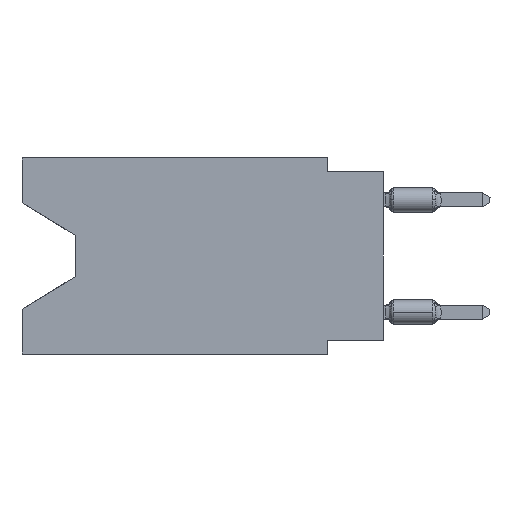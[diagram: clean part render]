
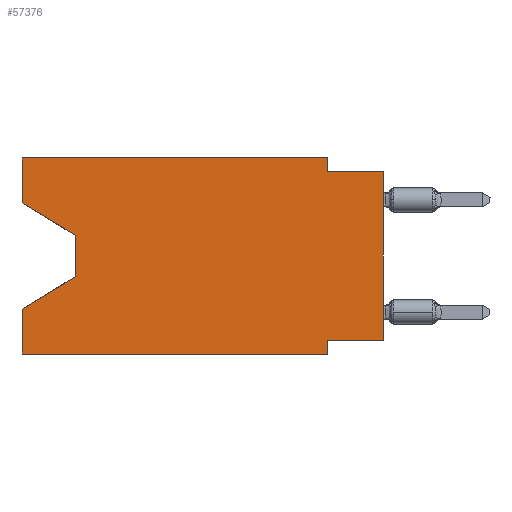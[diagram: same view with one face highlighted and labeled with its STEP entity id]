
A CAD part, left-side view. The second image highlights one B-rep face of the part: STEP entity #57376.
In plain terms, the highlighted planar face has unit normal (-1, 0, 0).
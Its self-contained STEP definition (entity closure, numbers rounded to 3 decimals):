
#419 = VECTOR ( 'NONE', #48891, 1000. ) ;
#610 = VECTOR ( 'NONE', #50798, 1000. ) ;
#2716 = VERTEX_POINT ( 'NONE', #6545 ) ;
#3954 = VECTOR ( 'NONE', #21907, 1000. ) ;
#4225 = VERTEX_POINT ( 'NONE', #5490 ) ;
#4416 = CARTESIAN_POINT ( 'NONE',  ( 0., 13.97, -5.385 ) ) ;
#5059 = LINE ( 'NONE', #50206, #610 ) ;
#5336 = EDGE_CURVE ( 'NONE', #44274, #2716, #48673, .T. ) ;
#5490 = CARTESIAN_POINT ( 'NONE',  ( 0., 16.383, -2.038 ) ) ;
#6218 = VECTOR ( 'NONE', #30680, 1000. ) ;
#6379 = CARTESIAN_POINT ( 'NONE',  ( 0., 13.97, -5.385 ) ) ;
#6545 = CARTESIAN_POINT ( 'NONE',  ( 0., 16.383, -6.852 ) ) ;
#7095 = CARTESIAN_POINT ( 'NONE',  ( 0., 16.383, -8.89 ) ) ;
#7852 = CARTESIAN_POINT ( 'NONE',  ( 0., 16.383, 0. ) ) ;
#8676 = CARTESIAN_POINT ( 'NONE',  ( 0., 0., -8.255 ) ) ;
#10069 = VERTEX_POINT ( 'NONE', #38871 ) ;
#10250 = ORIENTED_EDGE ( 'NONE', *, *, #29230, .F. ) ;
#10886 = EDGE_CURVE ( 'NONE', #32911, #46643, #29515, .T. ) ;
#11446 = EDGE_CURVE ( 'NONE', #32911, #2716, #15197, .T. ) ;
#12263 = DIRECTION ( 'NONE',  ( 0., 0., 1. ) ) ;
#12479 = CARTESIAN_POINT ( 'NONE',  ( 0., 16.383, -2.038 ) ) ;
#12908 = LINE ( 'NONE', #35031, #419 ) ;
#14351 = EDGE_LOOP ( 'NONE', ( #46277, #35131, #51798, #42757, #46973, #10250, #21944, #34013, #38089, #57246, #47453, #37829 ) ) ;
#14835 = VECTOR ( 'NONE', #35662, 1000. ) ;
#15197 = LINE ( 'NONE', #15783, #34289 ) ;
#15783 = CARTESIAN_POINT ( 'NONE',  ( 0., 16.383, 0. ) ) ;
#16085 = EDGE_CURVE ( 'NONE', #4225, #25923, #5059, .T. ) ;
#16657 = DIRECTION ( 'NONE',  ( 0., 0., -1. ) ) ;
#16861 = LINE ( 'NONE', #29546, #49909 ) ;
#17224 = EDGE_CURVE ( 'NONE', #24375, #30642, #21095, .T. ) ;
#17282 = PLANE ( 'NONE',  #19699 ) ;
#17672 = LINE ( 'NONE', #52798, #14835 ) ;
#18154 = LINE ( 'NONE', #40287, #27288 ) ;
#18203 = VECTOR ( 'NONE', #16657, 1000. ) ;
#18290 = CARTESIAN_POINT ( 'NONE',  ( 0., 2.54, 0. ) ) ;
#19188 = CARTESIAN_POINT ( 'NONE',  ( 0., 2.54, -8.255 ) ) ;
#19672 = CARTESIAN_POINT ( 'NONE',  ( 0., 13.97, -3.505 ) ) ;
#19699 = AXIS2_PLACEMENT_3D ( 'NONE', #7852, #53294, #25828 ) ;
#20734 = EDGE_CURVE ( 'NONE', #4225, #55230, #52907, .T. ) ;
#21095 = LINE ( 'NONE', #52691, #30838 ) ;
#21564 = DIRECTION ( 'NONE',  ( 0., -1., 0. ) ) ;
#21907 = DIRECTION ( 'NONE',  ( 0., -0.855, -0.519 ) ) ;
#21944 = ORIENTED_EDGE ( 'NONE', *, *, #37045, .F. ) ;
#23606 = CARTESIAN_POINT ( 'NONE',  ( 0., 2.54, -8.89 ) ) ;
#24375 = VERTEX_POINT ( 'NONE', #8676 ) ;
#25828 = DIRECTION ( 'NONE',  ( 0., 0., -1. ) ) ;
#25923 = VERTEX_POINT ( 'NONE', #29945 ) ;
#27288 = VECTOR ( 'NONE', #58321, 1000. ) ;
#27761 = EDGE_CURVE ( 'NONE', #55230, #44274, #52373, .T. ) ;
#27966 = CARTESIAN_POINT ( 'NONE',  ( 0., 16.383, -8.89 ) ) ;
#28436 = VERTEX_POINT ( 'NONE', #19188 ) ;
#29230 = EDGE_CURVE ( 'NONE', #28436, #46643, #12908, .T. ) ;
#29515 = LINE ( 'NONE', #7095, #6218 ) ;
#29546 = CARTESIAN_POINT ( 'NONE',  ( 0., 16.383, 0. ) ) ;
#29945 = CARTESIAN_POINT ( 'NONE',  ( 0., 16.383, 0. ) ) ;
#30225 = CARTESIAN_POINT ( 'NONE',  ( 0., 13.97, -3.505 ) ) ;
#30642 = VERTEX_POINT ( 'NONE', #50942 ) ;
#30680 = DIRECTION ( 'NONE',  ( 0., -1., 0. ) ) ;
#30838 = VECTOR ( 'NONE', #12263, 1000. ) ;
#31969 = VECTOR ( 'NONE', #54309, 1000. ) ;
#32911 = VERTEX_POINT ( 'NONE', #27966 ) ;
#33186 = DIRECTION ( 'NONE',  ( 0., 0., 1. ) ) ;
#34013 = ORIENTED_EDGE ( 'NONE', *, *, #17224, .T. ) ;
#34289 = VECTOR ( 'NONE', #33186, 1000. ) ;
#35031 = CARTESIAN_POINT ( 'NONE',  ( 0., 2.54, -8.89 ) ) ;
#35131 = ORIENTED_EDGE ( 'NONE', *, *, #27761, .T. ) ;
#35662 = DIRECTION ( 'NONE',  ( 0., -1., 0. ) ) ;
#36706 = EDGE_CURVE ( 'NONE', #41104, #10069, #45134, .T. ) ;
#37045 = EDGE_CURVE ( 'NONE', #24375, #28436, #18154, .T. ) ;
#37829 = ORIENTED_EDGE ( 'NONE', *, *, #16085, .F. ) ;
#38089 = ORIENTED_EDGE ( 'NONE', *, *, #52527, .F. ) ;
#38871 = CARTESIAN_POINT ( 'NONE',  ( 0., 2.54, -0.635 ) ) ;
#40287 = CARTESIAN_POINT ( 'NONE',  ( 0., 0., -8.255 ) ) ;
#41104 = VERTEX_POINT ( 'NONE', #48330 ) ;
#42757 = ORIENTED_EDGE ( 'NONE', *, *, #11446, .F. ) ;
#44274 = VERTEX_POINT ( 'NONE', #6379 ) ;
#45134 = LINE ( 'NONE', #18290, #31969 ) ;
#45443 = VECTOR ( 'NONE', #57848, 1000. ) ;
#46277 = ORIENTED_EDGE ( 'NONE', *, *, #20734, .T. ) ;
#46399 = EDGE_CURVE ( 'NONE', #25923, #41104, #16861, .T. ) ;
#46643 = VERTEX_POINT ( 'NONE', #23606 ) ;
#46973 = ORIENTED_EDGE ( 'NONE', *, *, #10886, .T. ) ;
#47453 = ORIENTED_EDGE ( 'NONE', *, *, #46399, .F. ) ;
#48264 = FACE_OUTER_BOUND ( 'NONE', #14351, .T. ) ;
#48330 = CARTESIAN_POINT ( 'NONE',  ( 0., 2.54, 0. ) ) ;
#48673 = LINE ( 'NONE', #4416, #45443 ) ;
#48891 = DIRECTION ( 'NONE',  ( 0., 0., -1. ) ) ;
#49909 = VECTOR ( 'NONE', #21564, 1000. ) ;
#50206 = CARTESIAN_POINT ( 'NONE',  ( 0., 16.383, 0. ) ) ;
#50798 = DIRECTION ( 'NONE',  ( 0., 0., 1. ) ) ;
#50942 = CARTESIAN_POINT ( 'NONE',  ( 0., 0., -0.635 ) ) ;
#51798 = ORIENTED_EDGE ( 'NONE', *, *, #5336, .T. ) ;
#52373 = LINE ( 'NONE', #30225, #18203 ) ;
#52527 = EDGE_CURVE ( 'NONE', #10069, #30642, #17672, .T. ) ;
#52691 = CARTESIAN_POINT ( 'NONE',  ( 0., 0., 0. ) ) ;
#52798 = CARTESIAN_POINT ( 'NONE',  ( 0., 0., -0.635 ) ) ;
#52907 = LINE ( 'NONE', #12479, #3954 ) ;
#53294 = DIRECTION ( 'NONE',  ( 1., 0., 0. ) ) ;
#54309 = DIRECTION ( 'NONE',  ( 0., 0., -1. ) ) ;
#55230 = VERTEX_POINT ( 'NONE', #19672 ) ;
#57246 = ORIENTED_EDGE ( 'NONE', *, *, #36706, .F. ) ;
#57376 = ADVANCED_FACE ( 'NONE', ( #48264 ), #17282, .F. ) ;
#57848 = DIRECTION ( 'NONE',  ( 0., 0.855, -0.519 ) ) ;
#58321 = DIRECTION ( 'NONE',  ( 0., 1., 0. ) ) ;
